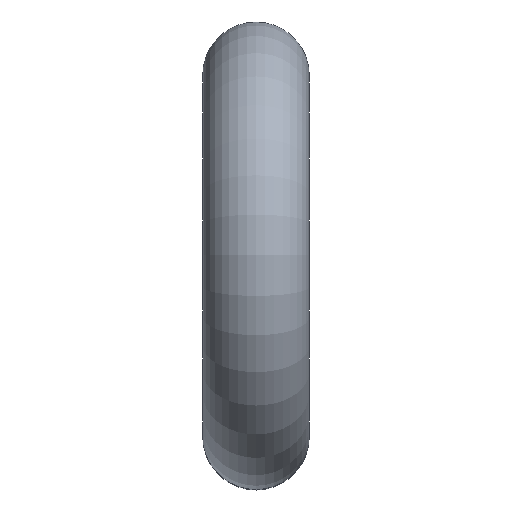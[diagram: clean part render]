
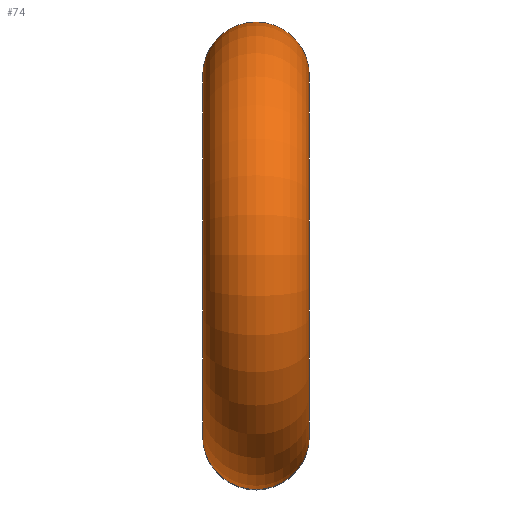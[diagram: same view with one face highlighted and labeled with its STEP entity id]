
A CAD part, top view. The second image highlights one B-rep face of the part: STEP entity #74.
In plain terms, the highlighted toroidal (fillet/blend) face has major radius 1.27 mm and minor radius 0.375 mm.
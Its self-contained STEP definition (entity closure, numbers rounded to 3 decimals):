
#23=FACE_OUTER_BOUND('',#28,.T.);
#28=EDGE_LOOP('',(#55,#56,#57,#58,#59,#60));
#33=CIRCLE('',#94,0.375);
#34=CIRCLE('',#95,0.895);
#35=CIRCLE('',#96,0.375);
#36=CIRCLE('',#97,0.375);
#37=CIRCLE('',#98,0.375);
#40=VERTEX_POINT('',#135);
#41=VERTEX_POINT('',#136);
#42=VERTEX_POINT('',#138);
#43=VERTEX_POINT('',#140);
#46=EDGE_CURVE('',#40,#41,#33,.T.);
#47=EDGE_CURVE('',#41,#42,#34,.T.);
#48=EDGE_CURVE('',#42,#43,#35,.T.);
#49=EDGE_CURVE('',#43,#42,#36,.T.);
#50=EDGE_CURVE('',#41,#40,#37,.T.);
#55=ORIENTED_EDGE('',*,*,#46,.T.);
#56=ORIENTED_EDGE('',*,*,#47,.T.);
#57=ORIENTED_EDGE('',*,*,#48,.T.);
#58=ORIENTED_EDGE('',*,*,#49,.T.);
#59=ORIENTED_EDGE('',*,*,#47,.F.);
#60=ORIENTED_EDGE('',*,*,#50,.T.);
#73=TOROIDAL_SURFACE('',#93,1.27,0.375);
#74=ADVANCED_FACE('',(#23),#73,.T.);
#93=AXIS2_PLACEMENT_3D('',#134,#107,#108);
#94=AXIS2_PLACEMENT_3D('',#137,#109,#110);
#95=AXIS2_PLACEMENT_3D('',#139,#111,#112);
#96=AXIS2_PLACEMENT_3D('',#141,#113,#114);
#97=AXIS2_PLACEMENT_3D('',#142,#115,#116);
#98=AXIS2_PLACEMENT_3D('',#143,#117,#118);
#107=DIRECTION('center_axis',(1.,0.,0.));
#108=DIRECTION('ref_axis',(0.,0.,1.));
#109=DIRECTION('center_axis',(0.,0.,1.));
#110=DIRECTION('ref_axis',(1.,0.,0.));
#111=DIRECTION('center_axis',(-1.,0.,0.));
#112=DIRECTION('ref_axis',(0.,0.,1.));
#113=DIRECTION('center_axis',(0.,0.,1.));
#114=DIRECTION('ref_axis',(1.,0.,0.));
#115=DIRECTION('center_axis',(0.,0.,1.));
#116=DIRECTION('ref_axis',(1.,0.,0.));
#117=DIRECTION('center_axis',(0.,0.,1.));
#118=DIRECTION('ref_axis',(1.,0.,0.));
#134=CARTESIAN_POINT('Origin',(0.,0.,0.));
#135=CARTESIAN_POINT('',(-0.375,-1.27,0.));
#136=CARTESIAN_POINT('',(0.,-0.895,0.));
#137=CARTESIAN_POINT('Origin',(0.,-1.27,0.));
#138=CARTESIAN_POINT('',(0.,0.895,0.));
#139=CARTESIAN_POINT('Origin',(0.,0.,
0.));
#140=CARTESIAN_POINT('',(-0.375,1.27,0.));
#141=CARTESIAN_POINT('Origin',(0.,1.27,0.));
#142=CARTESIAN_POINT('Origin',(0.,1.27,0.));
#143=CARTESIAN_POINT('Origin',(0.,-1.27,0.));
